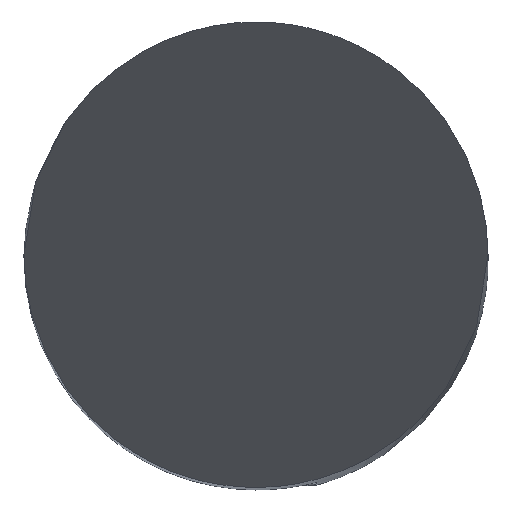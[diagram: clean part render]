
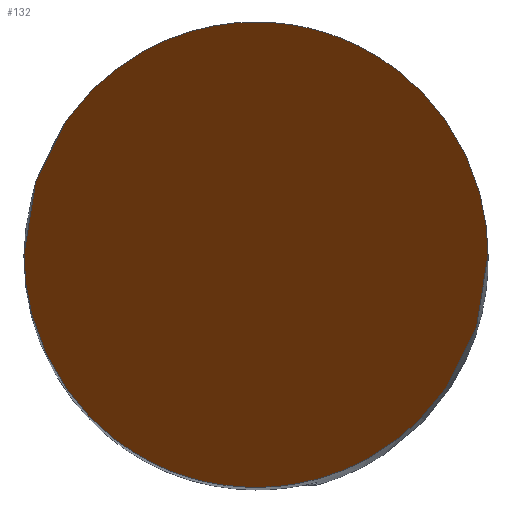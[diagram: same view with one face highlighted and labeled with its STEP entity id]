
A CAD part, top view. The second image highlights one B-rep face of the part: STEP entity #132.
In plain terms, the highlighted planar face has unit normal (0, -0.866, 0.5).
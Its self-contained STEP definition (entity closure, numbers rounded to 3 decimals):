
#132=ADVANCED_FACE('',(#172),#158,.F.);
#158=PLANE('',#530);
#172=FACE_OUTER_BOUND('',#198,.T.);
#198=EDGE_LOOP('',(#227,#228));
#227=ORIENTED_EDGE('',*,*,#403,.F.);
#228=ORIENTED_EDGE('',*,*,#404,.F.);
#359=VERTEX_POINT('',#703);
#360=VERTEX_POINT('',#704);
#403=EDGE_CURVE('',#359,#360,#484,.T.);
#404=EDGE_CURVE('',#360,#359,#485,.T.);
#484=(
BOUNDED_CURVE()
B_SPLINE_CURVE(3,(#699,#700,#701,#702),.UNSPECIFIED.,.F.,.F.)
B_SPLINE_CURVE_WITH_KNOTS((4,4),(0.,1.),.UNSPECIFIED.)
CURVE()
GEOMETRIC_REPRESENTATION_ITEM()
RATIONAL_B_SPLINE_CURVE((1.,0.333,0.333,1.))
REPRESENTATION_ITEM('')
);
#485=(
BOUNDED_CURVE()
B_SPLINE_CURVE(3,(#705,#706,#707,#708),.UNSPECIFIED.,.F.,.F.)
B_SPLINE_CURVE_WITH_KNOTS((4,4),(0.,1.),.UNSPECIFIED.)
CURVE()
GEOMETRIC_REPRESENTATION_ITEM()
RATIONAL_B_SPLINE_CURVE((1.,0.333,0.333,1.))
REPRESENTATION_ITEM('')
);
#530=AXIS2_PLACEMENT_3D('',#709,#576,#577);
#576=DIRECTION('',(0.,0.866,-0.5));
#577=DIRECTION('',(0.,0.5,0.866));
#699=CARTESIAN_POINT('',(2.,0.,0.));
#700=CARTESIAN_POINT('',(2.,-4.,-6.928));
#701=CARTESIAN_POINT('',(-2.,-4.,-6.928));
#702=CARTESIAN_POINT('',(-2.,0.,0.));
#703=CARTESIAN_POINT('',(2.,0.,0.));
#704=CARTESIAN_POINT('',(-2.,0.,0.));
#705=CARTESIAN_POINT('',(-2.,0.,0.));
#706=CARTESIAN_POINT('',(-2.,4.,6.928));
#707=CARTESIAN_POINT('',(2.,4.,6.928));
#708=CARTESIAN_POINT('',(2.,0.,0.));
#709=CARTESIAN_POINT('',(2.,-2.,-3.464));
